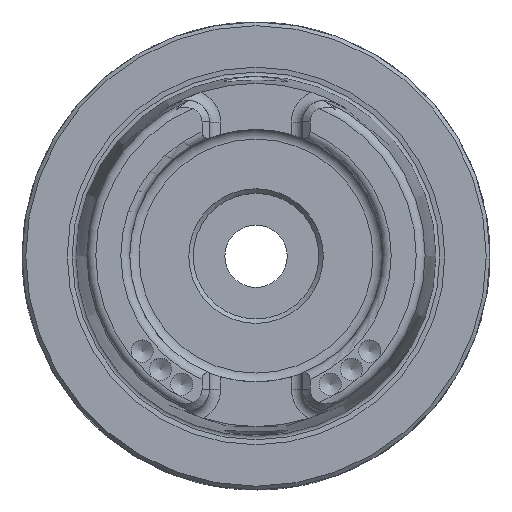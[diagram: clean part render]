
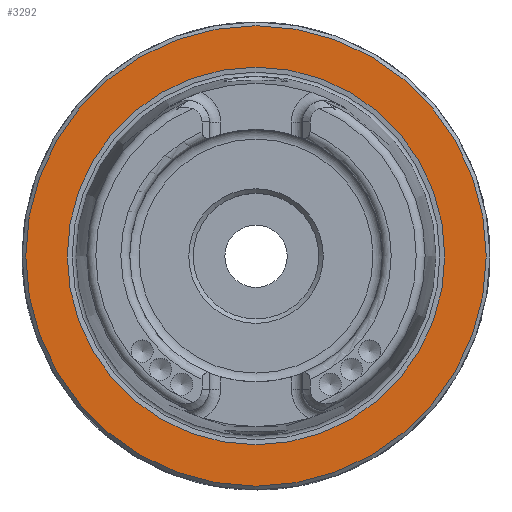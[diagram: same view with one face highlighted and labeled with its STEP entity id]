
A CAD part, top view. The second image highlights one B-rep face of the part: STEP entity #3292.
In plain terms, the highlighted planar face has unit normal (0, 0, 1).
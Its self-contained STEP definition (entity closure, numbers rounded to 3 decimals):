
#803=ORIENTED_EDGE('',*,*,#1260,.T.);
#804=ORIENTED_EDGE('',*,*,#1258,.F.);
#1258=EDGE_CURVE('',#1498,#1498,#1615,.T.);
#1260=EDGE_CURVE('',#1500,#1500,#1617,.T.);
#1498=VERTEX_POINT('',#5260);
#1500=VERTEX_POINT('',#5265);
#1615=CIRCLE('',#3528,25.418);
#1617=CIRCLE('',#3531,31.);
#1784=EDGE_LOOP('',(#803));
#1785=EDGE_LOOP('',(#804));
#2009=FACE_BOUND('',#1784,.T.);
#2010=FACE_BOUND('',#1785,.T.);
#2144=PLANE('',#3530);
#3292=ADVANCED_FACE('',(#2009,#2010),#2144,.T.);
#3528=AXIS2_PLACEMENT_3D('',#5259,#4073,#4074);
#3530=AXIS2_PLACEMENT_3D('',#5263,#4077,#4078);
#3531=AXIS2_PLACEMENT_3D('',#5264,#4079,#4080);
#4073=DIRECTION('',(0.,0.,1.));
#4074=DIRECTION('',(1.,0.,0.));
#4077=DIRECTION('',(0.,0.,1.));
#4078=DIRECTION('',(1.,0.,0.));
#4079=DIRECTION('',(0.,0.,1.));
#4080=DIRECTION('',(1.,0.,0.));
#5259=CARTESIAN_POINT('',(0.,0.,0.));
#5260=CARTESIAN_POINT('',(25.418,0.,0.));
#5263=CARTESIAN_POINT('',(31.,0.,0.));
#5264=CARTESIAN_POINT('',(0.,0.,0.));
#5265=CARTESIAN_POINT('',(31.,0.,0.));
